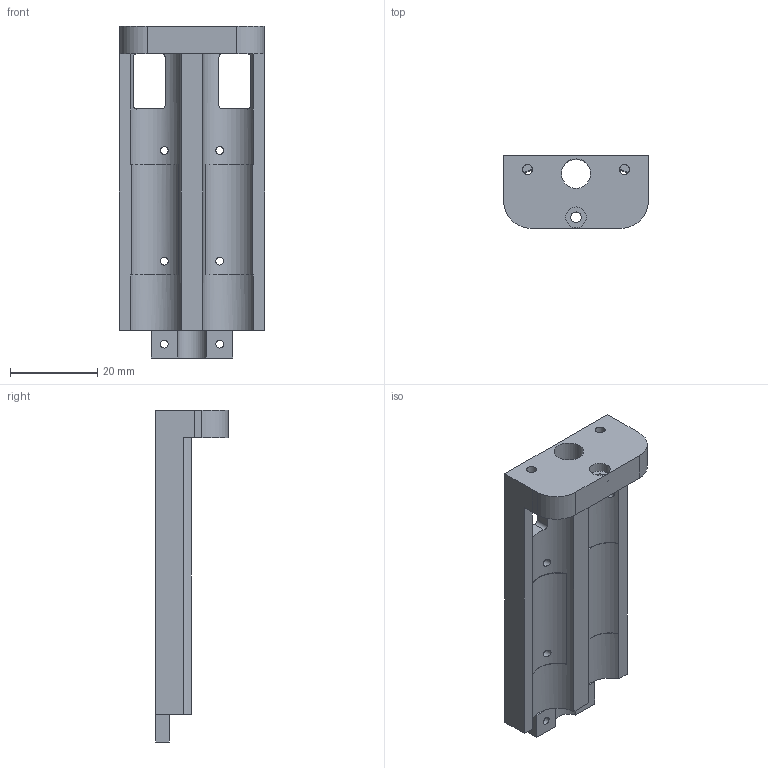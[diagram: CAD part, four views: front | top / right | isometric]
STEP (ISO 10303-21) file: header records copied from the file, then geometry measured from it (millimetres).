
FILE_DESCRIPTION (( 'STEP AP203' ), '1' );
FILE_NAME ('Motor Cover-Top.STEP', '2015-01-26T22:03:44', ( 'Temp' ), ( '' ), 'SwSTEP 2.0', 'SolidWorks 2014', '' );
FILE_SCHEMA (( 'CONFIG_CONTROL_DESIGN' ));
Length unit declared in the file: inch
Products named in the file (1): Motor Cover-Top
Bounding box: 33.34 x 16.7 x 76.2 mm (x, y, z)
Volume: 11045.4 mm3; surface area: 9141.8 mm2
Topology: 1 solids, 1 shells, 71 faces, 201 edges, 132 vertices
Faces by surface type: plane 36, cylinder 31, cone 4
Full cylindrical faces by diameter (mm): 1.191 x4, 1.778 x6, 2.261 x2, 2.438 x1, 3.175 x2, 4.762 x1, 6.731 x1
Entity records: 2427 total; most frequent: CARTESIAN_POINT 552, DIRECTION 368, ORIENTED_EDGE 346, EDGE_CURVE 173, AXIS2_PLACEMENT_3D 135, VERTEX_POINT 125, EDGE_LOOP 116, LINE 98
